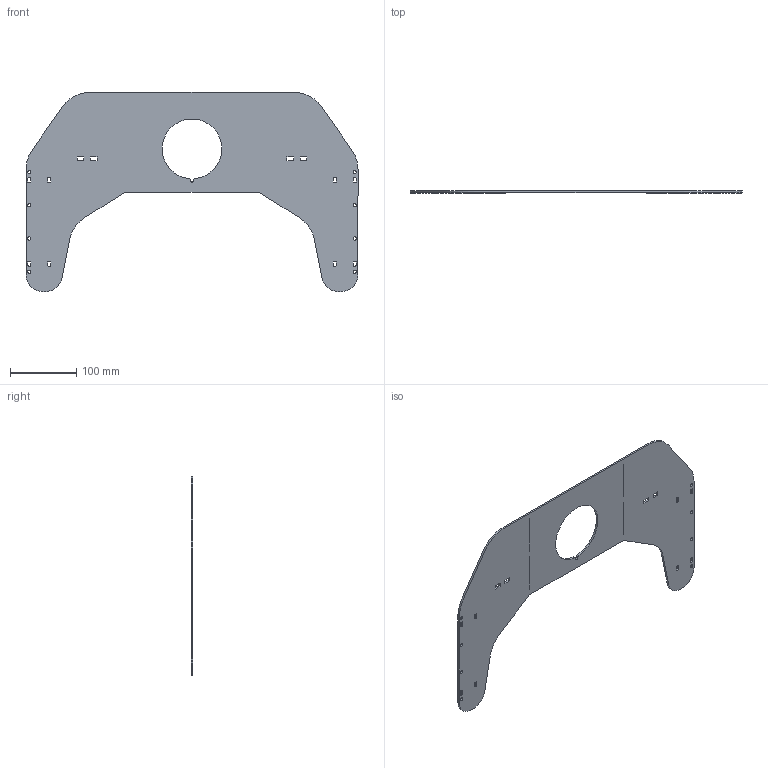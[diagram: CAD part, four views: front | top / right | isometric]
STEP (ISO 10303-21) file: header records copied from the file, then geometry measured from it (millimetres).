
FILE_DESCRIPTION((''),'2;1');
FILE_NAME('Shell 25083113.stp','2013-11-13T21:55:38',(''),(''),'Autodesk Inventor 2013','Autodesk Inventor 2013','');
FILE_SCHEMA(('AUTOMOTIVE_DESIGN { 1 0 10303 214 1 1 1 1 }'));
Length unit declared in the file: millimetre
Products named in the file (1): Shell 25083113
Bounding box: 500 x 3 x 300 mm (x, y, z)
Volume: 249963.4 mm3; surface area: 174874.2 mm2
Topology: 1 solids, 1 shells, 138 faces, 396 edges, 264 vertices
Faces by surface type: plane 84, cylinder 54
Full cylindrical faces by diameter (mm): 5 x8
Entity records: 4598 total; most frequent: CARTESIAN_POINT 791, ORIENTED_EDGE 776, DIRECTION 774, EDGE_CURVE 388, VECTOR 280, LINE 280, VERTEX_POINT 264, AXIS2_PLACEMENT_3D 247
